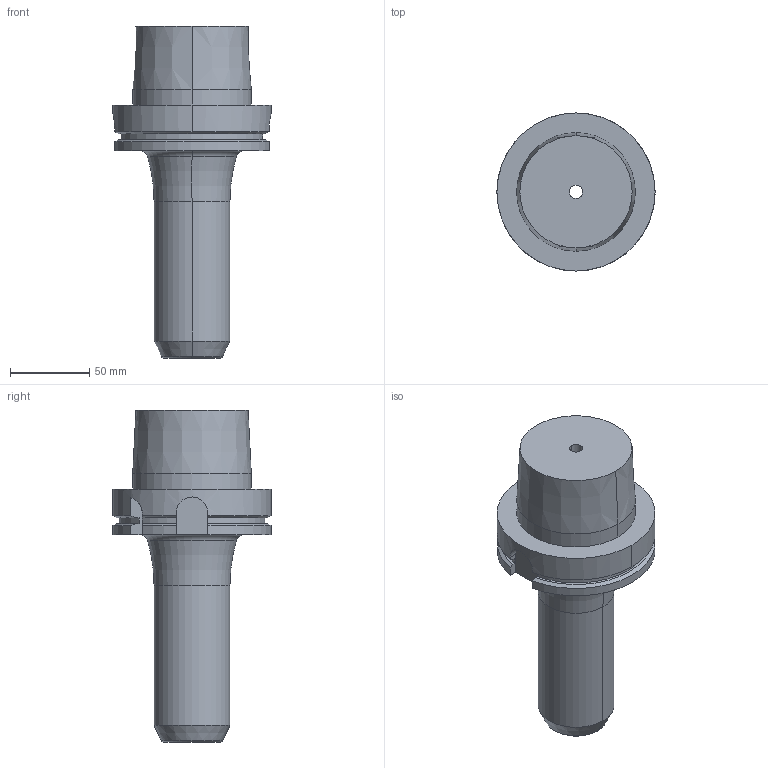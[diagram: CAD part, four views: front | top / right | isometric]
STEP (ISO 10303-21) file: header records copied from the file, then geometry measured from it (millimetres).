
FILE_DESCRIPTION((''),'2;1');
FILE_NAME('84707118','2019-03-04T12:53:08',('piechottad'),(''),'CREO PARAMETRIC BY PTC INC, 2018400','CREO PARAMETRIC BY PTC INC, 2018400','');
FILE_SCHEMA(('AUTOMOTIVE_DESIGN { 1 0 10303 214 1 1 1 1 }'));
Length unit declared in the file: millimetre
Products named in the file (1): 84707118
Bounding box: 100 x 100 x 210 mm (x, y, z)
Volume: 633943.2 mm3; surface area: 65454.1 mm2
Topology: 1 solids, 1 shells, 54 faces, 137 edges, 88 vertices
Faces by surface type: plane 19, cylinder 19, cone 10, torus 6
Entity records: 2603 total; most frequent: CARTESIAN_POINT 409, DIRECTION 329, ORIENTED_EDGE 274, PRESENTATION_STYLE_ASSIGNMENT 160, STYLED_ITEM 160, CURVE_STYLE 159, EDGE_CURVE 137, AXIS2_PLACEMENT_3D 130
